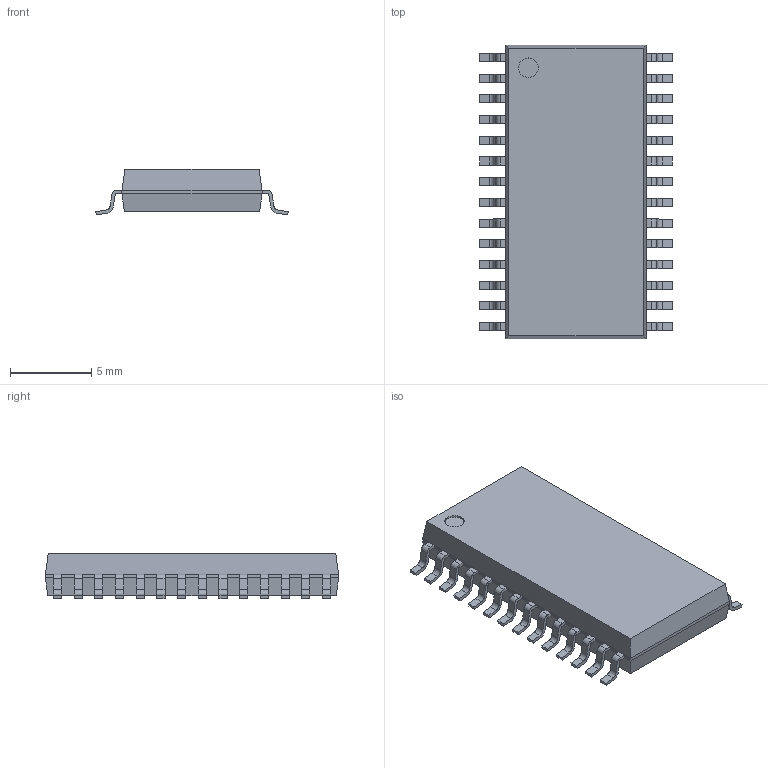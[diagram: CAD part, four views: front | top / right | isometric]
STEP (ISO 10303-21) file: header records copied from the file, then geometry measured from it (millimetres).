
FILE_DESCRIPTION((''),'2;1');
FILE_NAME('SOIC127P1180X280-28N.stp','2010-09-02T10:29:16',(''),(''),'Mechanical Desktop 2010','Mechanical Desktop 2010',', , ');
FILE_SCHEMA(('AUTOMOTIVE_DESIGN { 1 2 10303 214 1 1 1 1 }'));
Length unit declared in the file: millimetre
Products named in the file (1): Product
Bounding box: 11.8 x 18 x 2.8 mm (x, y, z)
Volume: 398.7 mm3; surface area: 532.4 mm2
Topology: 29 solids, 29 shells, 409 faces, 1042 edges, 692 vertices
Faces by surface type: bspline 196, plane 155, cylinder 58
Entity records: 13052 total; most frequent: CARTESIAN_POINT 3516, ORIENTED_EDGE 2084, DIRECTION 1698, EDGE_CURVE 1042, VECTOR 814, LINE 814, VERTEX_POINT 692, AXIS2_PLACEMENT_3D 442
